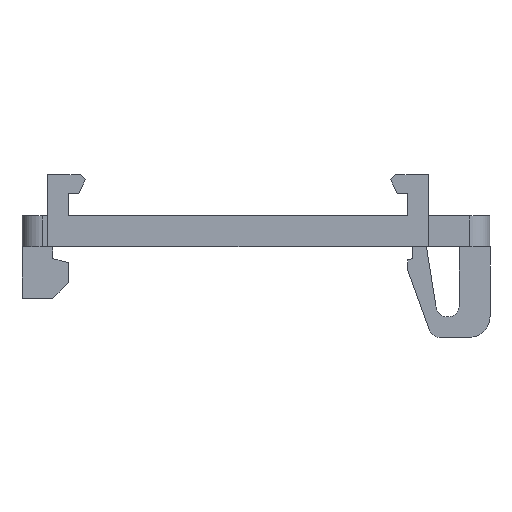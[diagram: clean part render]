
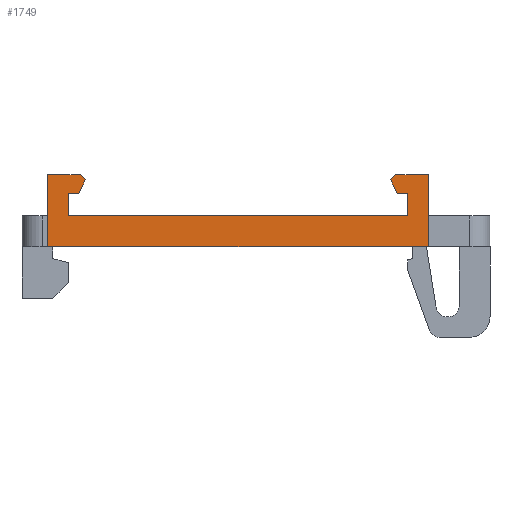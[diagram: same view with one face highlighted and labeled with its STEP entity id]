
A CAD part, left-side view. The second image highlights one B-rep face of the part: STEP entity #1749.
In plain terms, the highlighted planar face has unit normal (-1, 0, 0).
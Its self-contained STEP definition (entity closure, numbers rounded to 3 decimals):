
#1658=AXIS2_PLACEMENT_3D('Plane Axis2P3D',#1655,#1656,#1657) ;
#801=CARTESIAN_POINT('Vertex',(0.,6.,8.8)) ;
#804=CARTESIAN_POINT('Line Origine',(0.,24.5,8.8)) ;
#808=CARTESIAN_POINT('Vertex',(0.,43.,8.8)) ;
#1175=CARTESIAN_POINT('Vertex',(0.,41.,11.8)) ;
#1178=CARTESIAN_POINT('Line Origine',(0.,24.5,11.8)) ;
#1182=CARTESIAN_POINT('Vertex',(0.,8.,11.8)) ;
#1633=CARTESIAN_POINT('Line Origine',(0.,43.,12.3)) ;
#1637=CARTESIAN_POINT('Vertex',(0.,43.,15.8)) ;
#1655=CARTESIAN_POINT('Axis2P3D Location',(0.,24.5,15.8)) ;
#1660=CARTESIAN_POINT('Line Origine',(0.,6.,12.3)) ;
#1664=CARTESIAN_POINT('Vertex',(0.,6.,15.8)) ;
#1667=CARTESIAN_POINT('Line Origine',(0.,7.575,15.8)) ;
#1671=CARTESIAN_POINT('Vertex',(0.,9.15,15.8)) ;
#1674=CARTESIAN_POINT('Line Origine',(0.,9.4,15.55)) ;
#1678=CARTESIAN_POINT('Vertex',(0.,9.65,15.3)) ;
#1681=CARTESIAN_POINT('Line Origine',(0.,9.344,14.65)) ;
#1685=CARTESIAN_POINT('Vertex',(0.,9.037,14.)) ;
#1688=CARTESIAN_POINT('Line Origine',(0.,8.519,14.)) ;
#1692=CARTESIAN_POINT('Vertex',(0.,8.,14.)) ;
#1695=CARTESIAN_POINT('Line Origine',(0.,8.,12.9)) ;
#1700=CARTESIAN_POINT('Line Origine',(0.,41.,12.9)) ;
#1704=CARTESIAN_POINT('Vertex',(0.,41.,14.)) ;
#1707=CARTESIAN_POINT('Line Origine',(0.,40.481,14.)) ;
#1711=CARTESIAN_POINT('Vertex',(0.,39.963,14.)) ;
#1714=CARTESIAN_POINT('Line Origine',(0.,39.656,14.65)) ;
#1718=CARTESIAN_POINT('Vertex',(0.,39.35,15.3)) ;
#1721=CARTESIAN_POINT('Line Origine',(0.,39.6,15.55)) ;
#1725=CARTESIAN_POINT('Vertex',(0.,39.85,15.8)) ;
#1728=CARTESIAN_POINT('Line Origine',(0.,41.425,15.8)) ;
#805=DIRECTION('Vector Direction',(0.,1.,0.)) ;
#1179=DIRECTION('Vector Direction',(0.,1.,0.)) ;
#1634=DIRECTION('Vector Direction',(0.,0.,1.)) ;
#1656=DIRECTION('Axis2P3D Direction',(-1.,0.,-0.)) ;
#1657=DIRECTION('Axis2P3D XDirection',(0.,1.,0.)) ;
#1661=DIRECTION('Vector Direction',(0.,0.,1.)) ;
#1668=DIRECTION('Vector Direction',(0.,1.,0.)) ;
#1675=DIRECTION('Vector Direction',(0.,0.707,-0.707)) ;
#1682=DIRECTION('Vector Direction',(0.,0.426,0.905)) ;
#1689=DIRECTION('Vector Direction',(0.,1.,0.)) ;
#1696=DIRECTION('Vector Direction',(0.,0.,-1.)) ;
#1701=DIRECTION('Vector Direction',(0.,0.,1.)) ;
#1708=DIRECTION('Vector Direction',(0.,-1.,0.)) ;
#1715=DIRECTION('Vector Direction',(0.,-0.426,0.905)) ;
#1722=DIRECTION('Vector Direction',(0.,0.707,0.707)) ;
#1729=DIRECTION('Vector Direction',(0.,1.,0.)) ;
#806=VECTOR('Line Direction',#805,1.) ;
#1180=VECTOR('Line Direction',#1179,1.) ;
#1635=VECTOR('Line Direction',#1634,1.) ;
#1662=VECTOR('Line Direction',#1661,1.) ;
#1669=VECTOR('Line Direction',#1668,1.) ;
#1676=VECTOR('Line Direction',#1675,1.) ;
#1683=VECTOR('Line Direction',#1682,1.) ;
#1690=VECTOR('Line Direction',#1689,1.) ;
#1697=VECTOR('Line Direction',#1696,1.) ;
#1702=VECTOR('Line Direction',#1701,1.) ;
#1709=VECTOR('Line Direction',#1708,1.) ;
#1716=VECTOR('Line Direction',#1715,1.) ;
#1723=VECTOR('Line Direction',#1722,1.) ;
#1730=VECTOR('Line Direction',#1729,1.) ;
#1734=ORIENTED_EDGE('',*,*,#1666,.T.) ;
#1735=ORIENTED_EDGE('',*,*,#1673,.T.) ;
#1736=ORIENTED_EDGE('',*,*,#1680,.T.) ;
#1737=ORIENTED_EDGE('',*,*,#1687,.T.) ;
#1738=ORIENTED_EDGE('',*,*,#1694,.T.) ;
#1739=ORIENTED_EDGE('',*,*,#1699,.T.) ;
#1740=ORIENTED_EDGE('',*,*,#1184,.T.) ;
#1741=ORIENTED_EDGE('',*,*,#1706,.T.) ;
#1742=ORIENTED_EDGE('',*,*,#1713,.T.) ;
#1743=ORIENTED_EDGE('',*,*,#1720,.T.) ;
#1744=ORIENTED_EDGE('',*,*,#1727,.T.) ;
#1745=ORIENTED_EDGE('',*,*,#1732,.T.) ;
#1746=ORIENTED_EDGE('',*,*,#1639,.T.) ;
#1747=ORIENTED_EDGE('',*,*,#810,.T.) ;
#1749=ADVANCED_FACE('Rastfuss',(#1748),#1659,.T.) ;
#810=EDGE_CURVE('',#809,#802,#807,.F.) ;
#1184=EDGE_CURVE('',#1183,#1176,#1181,.T.) ;
#1639=EDGE_CURVE('',#1638,#809,#1636,.F.) ;
#1666=EDGE_CURVE('',#802,#1665,#1663,.T.) ;
#1673=EDGE_CURVE('',#1665,#1672,#1670,.T.) ;
#1680=EDGE_CURVE('',#1672,#1679,#1677,.T.) ;
#1687=EDGE_CURVE('',#1679,#1686,#1684,.F.) ;
#1694=EDGE_CURVE('',#1686,#1693,#1691,.F.) ;
#1699=EDGE_CURVE('',#1693,#1183,#1698,.T.) ;
#1706=EDGE_CURVE('',#1176,#1705,#1703,.T.) ;
#1713=EDGE_CURVE('',#1705,#1712,#1710,.T.) ;
#1720=EDGE_CURVE('',#1712,#1719,#1717,.T.) ;
#1727=EDGE_CURVE('',#1719,#1726,#1724,.T.) ;
#1732=EDGE_CURVE('',#1726,#1638,#1731,.T.) ;
#1733=EDGE_LOOP('',(#1734,#1735,#1736,#1737,#1738,#1739,#1740,#1741,#1742,#1743,#1744,#1745,#1746,#1747)) ;
#1748=FACE_OUTER_BOUND('',#1733,.T.) ;
#807=LINE('Line',#804,#806) ;
#1181=LINE('Line',#1178,#1180) ;
#1636=LINE('Line',#1633,#1635) ;
#1663=LINE('Line',#1660,#1662) ;
#1670=LINE('Line',#1667,#1669) ;
#1677=LINE('Line',#1674,#1676) ;
#1684=LINE('Line',#1681,#1683) ;
#1691=LINE('Line',#1688,#1690) ;
#1698=LINE('Line',#1695,#1697) ;
#1703=LINE('Line',#1700,#1702) ;
#1710=LINE('Line',#1707,#1709) ;
#1717=LINE('Line',#1714,#1716) ;
#1724=LINE('Line',#1721,#1723) ;
#1731=LINE('Line',#1728,#1730) ;
#1659=PLANE('',#1658) ;
#802=VERTEX_POINT('',#801) ;
#809=VERTEX_POINT('',#808) ;
#1176=VERTEX_POINT('',#1175) ;
#1183=VERTEX_POINT('',#1182) ;
#1638=VERTEX_POINT('',#1637) ;
#1665=VERTEX_POINT('',#1664) ;
#1672=VERTEX_POINT('',#1671) ;
#1679=VERTEX_POINT('',#1678) ;
#1686=VERTEX_POINT('',#1685) ;
#1693=VERTEX_POINT('',#1692) ;
#1705=VERTEX_POINT('',#1704) ;
#1712=VERTEX_POINT('',#1711) ;
#1719=VERTEX_POINT('',#1718) ;
#1726=VERTEX_POINT('',#1725) ;
